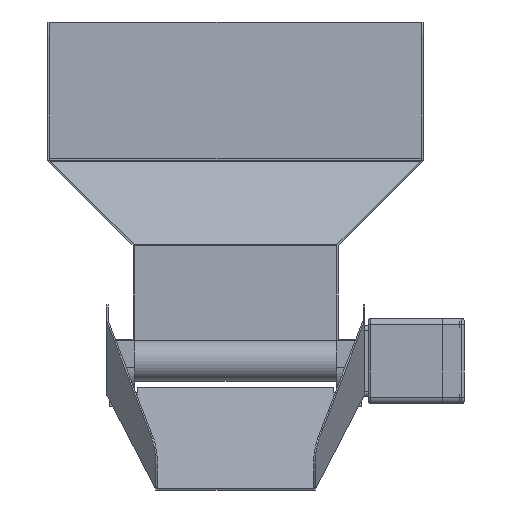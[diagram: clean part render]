
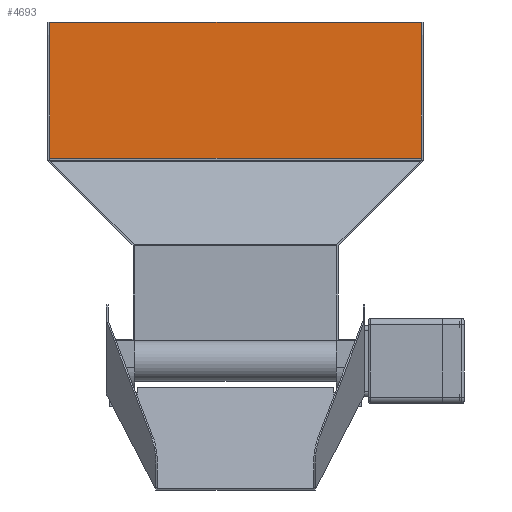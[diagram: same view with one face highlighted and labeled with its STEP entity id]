
A CAD part, front view. The second image highlights one B-rep face of the part: STEP entity #4693.
In plain terms, the highlighted planar face has unit normal (0, -1, 0).
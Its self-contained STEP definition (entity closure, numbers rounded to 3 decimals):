
#1173=ORIENTED_EDGE('',*,*,#2114,.F.);
#1174=ORIENTED_EDGE('',*,*,#2023,.T.);
#1175=ORIENTED_EDGE('',*,*,#2058,.T.);
#1176=ORIENTED_EDGE('',*,*,#2015,.T.);
#2015=EDGE_CURVE('',#2582,#2580,#3030,.T.);
#2023=EDGE_CURVE('',#2589,#2590,#3038,.T.);
#2058=EDGE_CURVE('',#2590,#2582,#3071,.T.);
#2114=EDGE_CURVE('',#2589,#2580,#3117,.T.);
#2580=VERTEX_POINT('',#7377);
#2582=VERTEX_POINT('',#7380);
#2589=VERTEX_POINT('',#7396);
#2590=VERTEX_POINT('',#7397);
#3030=LINE('',#7379,#3471);
#3038=LINE('',#7395,#3479);
#3071=LINE('',#7467,#3512);
#3117=LINE('',#7576,#3558);
#3471=VECTOR('',#5955,1000.);
#3479=VECTOR('',#5965,1000.);
#3512=VECTOR('',#6014,1000.);
#3558=VECTOR('',#6138,1000.);
#3872=EDGE_LOOP('',(#1173,#1174,#1175,#1176));
#4213=FACE_BOUND('',#3872,.T.);
#4492=PLANE('',#5109);
#4693=ADVANCED_FACE('',(#4213),#4492,.F.);
#5109=AXIS2_PLACEMENT_3D('',#7575,#6136,#6137);
#5955=DIRECTION('',(0.,0.,-1.));
#5965=DIRECTION('',(0.,0.,1.));
#6014=DIRECTION('',(-1.,0.,0.));
#6136=DIRECTION('',(0.,1.,0.));
#6137=DIRECTION('',(0.,0.,1.));
#6138=DIRECTION('',(-1.,0.,0.));
#7377=CARTESIAN_POINT('',(-175.,18.,-128.));
#7379=CARTESIAN_POINT('',(-175.,18.,0.));
#7380=CARTESIAN_POINT('',(-175.,18.,0.));
#7395=CARTESIAN_POINT('',(175.,18.,0.));
#7396=CARTESIAN_POINT('',(175.,18.,-128.));
#7397=CARTESIAN_POINT('',(175.,18.,0.));
#7467=CARTESIAN_POINT('',(632.993,18.,0.));
#7575=CARTESIAN_POINT('',(632.993,18.,0.));
#7576=CARTESIAN_POINT('',(632.993,18.,-128.));
